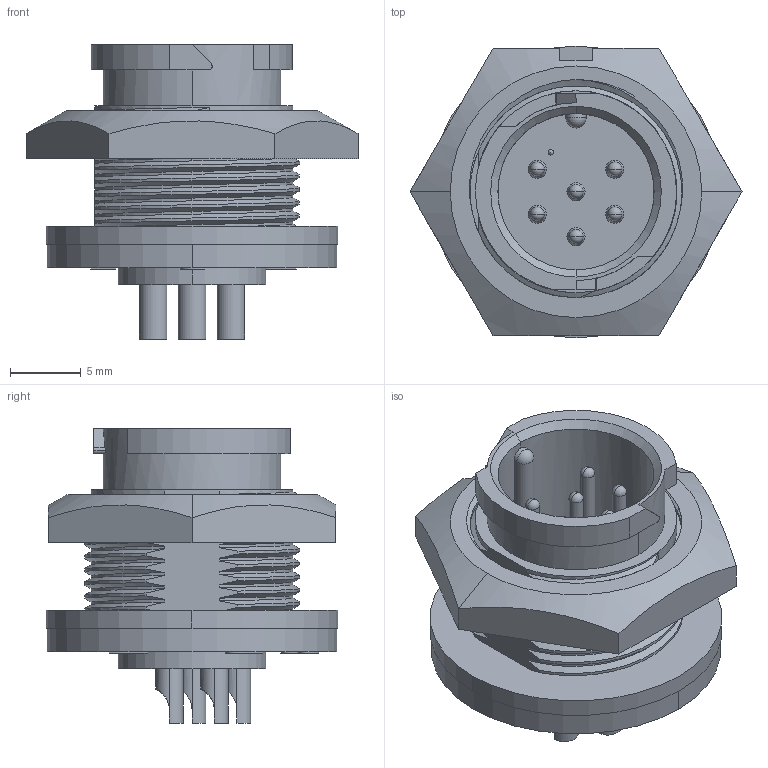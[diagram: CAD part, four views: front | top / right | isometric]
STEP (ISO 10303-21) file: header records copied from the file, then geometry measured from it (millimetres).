
FILE_DESCRIPTION (( 'STEP AP203' ), '1' );
FILE_NAME ('W7282-6PG-P-3ES.STEP', '2021-10-27T15:38:19', ( '' ), ( '' ), 'SwSTEP 2.0', 'SolidWorks 2020', '' );
FILE_SCHEMA (( 'CONFIG_CONTROL_DESIGN' ));
Length unit declared in the file: millimetre
Products named in the file (1): W7282-6PG-P-3ES
Bounding box: 23.46 x 20.62 x 20.8 mm (x, y, z)
Volume: 2884.8 mm3; surface area: 2938 mm2
Topology: 1 solids, 1 shells, 281 faces, 780 edges, 504 vertices
Faces by surface type: plane 95, cylinder 93, bspline 63, cone 16, sphere 14
Entity records: 16752 total; most frequent: CARTESIAN_POINT 10350, ORIENTED_EDGE 1504, DIRECTION 1051, EDGE_CURVE 752, VERTEX_POINT 490, VECTOR 371, LINE 371, AXIS2_PLACEMENT_3D 340
